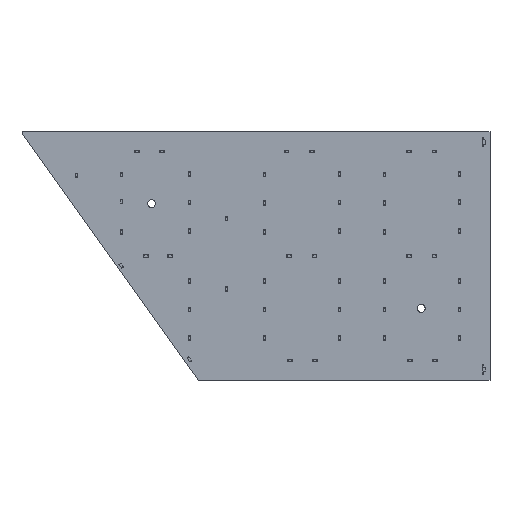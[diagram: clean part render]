
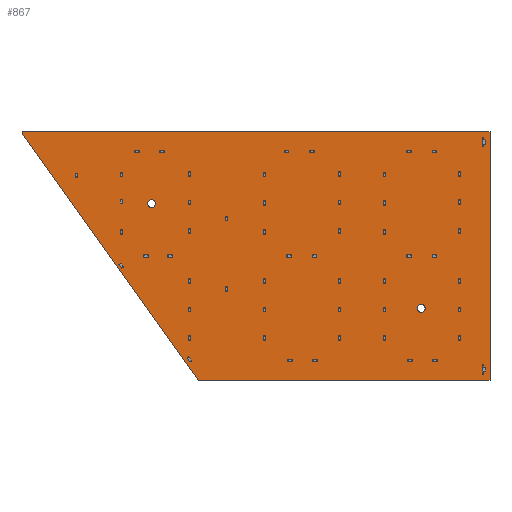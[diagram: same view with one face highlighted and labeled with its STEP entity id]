
A CAD part, top view. The second image highlights one B-rep face of the part: STEP entity #867.
In plain terms, the highlighted planar face has unit normal (0, 0, 1).
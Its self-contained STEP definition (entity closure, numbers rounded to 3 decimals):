
#632 = VERTEX_POINT('',#633);
#633 = CARTESIAN_POINT('',(-97.4,-83.,1.59));
#639 = EDGE_CURVE('',#632,#640,#642,.T.);
#640 = VERTEX_POINT('',#641);
#641 = CARTESIAN_POINT('',(-156.4,-0.4,1.59));
#642 = LINE('',#643,#644);
#643 = CARTESIAN_POINT('',(-97.4,-83.,1.59));
#644 = VECTOR('',#645,1.);
#645 = DIRECTION('',(-0.581,0.814,0.));
#670 = EDGE_CURVE('',#640,#671,#673,.T.);
#671 = VERTEX_POINT('',#672);
#672 = CARTESIAN_POINT('',(-156.2,0.,1.59));
#673 = CIRCLE('',#674,0.316);
#674 = AXIS2_PLACEMENT_3D('',#675,#676,#677);
#675 = CARTESIAN_POINT('',(-156.1,-0.3,1.59));
#676 = DIRECTION('',(0.,0.,-1.));
#677 = DIRECTION('',(-0.949,-0.316,-0.));
#703 = EDGE_CURVE('',#671,#704,#706,.T.);
#704 = VERTEX_POINT('',#705);
#705 = CARTESIAN_POINT('',(0.,0.,1.59));
#706 = LINE('',#707,#708);
#707 = CARTESIAN_POINT('',(-156.2,0.,1.59));
#708 = VECTOR('',#709,1.);
#709 = DIRECTION('',(1.,0.,0.));
#734 = EDGE_CURVE('',#704,#735,#737,.T.);
#735 = VERTEX_POINT('',#736);
#736 = CARTESIAN_POINT('',(0.,-83.,1.59));
#737 = LINE('',#738,#739);
#738 = CARTESIAN_POINT('',(0.,0.,1.59));
#739 = VECTOR('',#740,1.);
#740 = DIRECTION('',(0.,-1.,0.));
#765 = EDGE_CURVE('',#735,#632,#766,.T.);
#766 = LINE('',#767,#768);
#767 = CARTESIAN_POINT('',(0.,-83.,1.59));
#768 = VECTOR('',#769,1.);
#769 = DIRECTION('',(-1.,0.,0.));
#789 = VERTEX_POINT('',#790);
#790 = CARTESIAN_POINT('',(-111.8,-24.,1.59));
#796 = EDGE_CURVE('',#789,#789,#797,.T.);
#797 = CIRCLE('',#798,1.3);
#798 = AXIS2_PLACEMENT_3D('',#799,#800,#801);
#799 = CARTESIAN_POINT('',(-113.1,-24.,1.59));
#800 = DIRECTION('',(0.,0.,1.));
#801 = DIRECTION('',(1.,0.,-0.));
#822 = VERTEX_POINT('',#823);
#823 = CARTESIAN_POINT('',(-21.7,-59.,1.59));
#829 = EDGE_CURVE('',#822,#822,#830,.T.);
#830 = CIRCLE('',#831,1.3);
#831 = AXIS2_PLACEMENT_3D('',#832,#833,#834);
#832 = CARTESIAN_POINT('',(-23.,-59.,1.59));
#833 = DIRECTION('',(0.,0.,1.));
#834 = DIRECTION('',(1.,0.,-0.));
#867 = ADVANCED_FACE('',(#868,#875,#878),#881,.F.);
#868 = FACE_BOUND('',#869,.F.);
#869 = EDGE_LOOP('',(#870,#871,#872,#873,#874));
#870 = ORIENTED_EDGE('',*,*,#639,.T.);
#871 = ORIENTED_EDGE('',*,*,#670,.T.);
#872 = ORIENTED_EDGE('',*,*,#703,.T.);
#873 = ORIENTED_EDGE('',*,*,#734,.T.);
#874 = ORIENTED_EDGE('',*,*,#765,.T.);
#875 = FACE_BOUND('',#876,.F.);
#876 = EDGE_LOOP('',(#877));
#877 = ORIENTED_EDGE('',*,*,#796,.T.);
#878 = FACE_BOUND('',#879,.F.);
#879 = EDGE_LOOP('',(#880));
#880 = ORIENTED_EDGE('',*,*,#829,.T.);
#881 = PLANE('',#882);
#882 = AXIS2_PLACEMENT_3D('',#883,#884,#885);
#883 = CARTESIAN_POINT('',(-68.173,-35.936,1.59));
#884 = DIRECTION('',(-0.,-0.,-1.));
#885 = DIRECTION('',(-1.,0.,0.));
